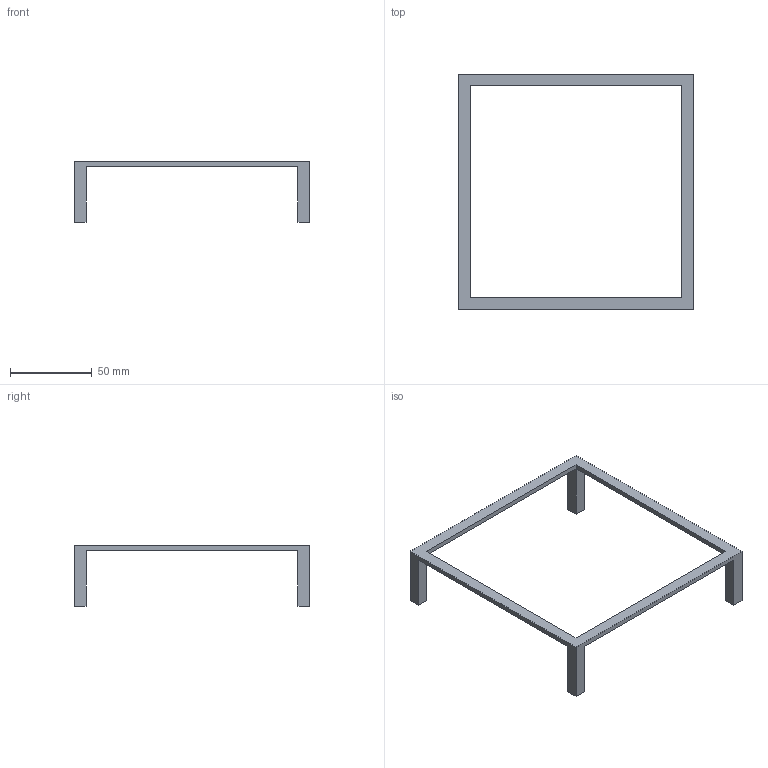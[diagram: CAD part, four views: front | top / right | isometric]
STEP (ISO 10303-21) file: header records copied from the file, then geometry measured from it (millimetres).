
FILE_DESCRIPTION(('FreeCAD Model'),'2;1');
FILE_NAME('Open CASCADE Shape Model','2025-05-31T22:46:36',('Author'),( ''),'Open CASCADE STEP processor 7.8','FreeCAD','Unknown');
FILE_SCHEMA(('AUTOMOTIVE_DESIGN { 1 0 10303 214 1 1 1 1 }'));
Length unit declared in the file: millimetre
Products named in the file (1): Body
Bounding box: 144 x 144 x 37 mm (x, y, z)
Volume: 18172 mm3; surface area: 14768 mm2
Topology: 1 solids, 1 shells, 25 faces, 60 edges, 36 vertices
Faces by surface type: plane 25
Entity records: 724 total; most frequent: CARTESIAN_POINT 122, ORIENTED_EDGE 120, DIRECTION 112, EDGE_CURVE 60, LINE 60, VECTOR 60, VERTEX_POINT 36, AXIS2_PLACEMENT_3D 26
